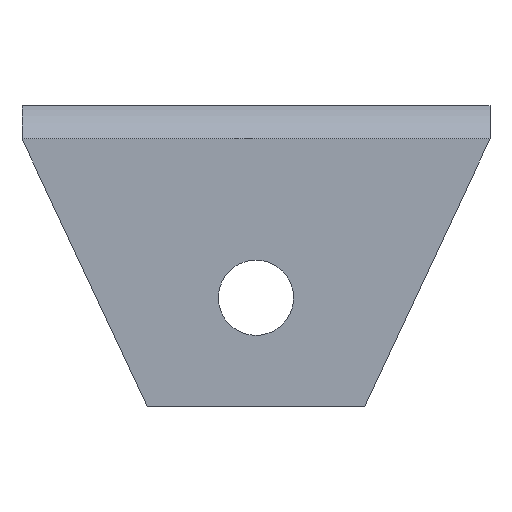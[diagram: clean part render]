
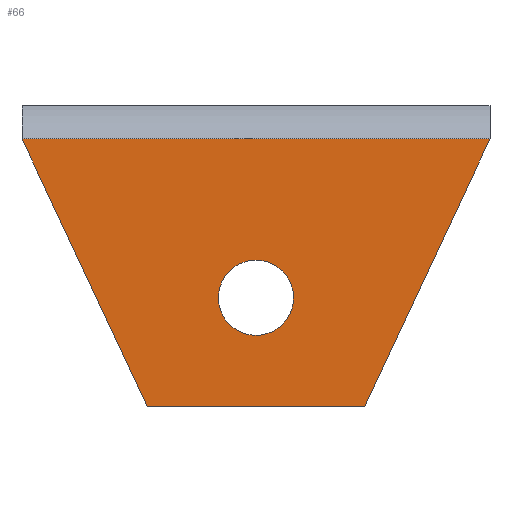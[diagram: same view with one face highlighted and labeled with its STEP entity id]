
A CAD part, front view. The second image highlights one B-rep face of the part: STEP entity #66.
In plain terms, the highlighted planar face has unit normal (0, -1, 0).
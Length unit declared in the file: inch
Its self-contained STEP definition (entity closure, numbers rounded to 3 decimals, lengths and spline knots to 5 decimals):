
#66=ADVANCED_FACE('',(#141,#142),#143,.T.);
#141=FACE_BOUND('',#251,.T.);
#142=FACE_OUTER_BOUND('',#252,.T.);
#143=PLANE('',#253);
#251=EDGE_LOOP('',(#422,#423,#424,#425));
#252=EDGE_LOOP('',(#426,#427,#428,#429));
#253=AXIS2_PLACEMENT_3D('',#430,#431,#432);
#422=ORIENTED_EDGE('',*,*,#569,.F.);
#423=ORIENTED_EDGE('',*,*,#578,.F.);
#424=ORIENTED_EDGE('',*,*,#542,.F.);
#425=ORIENTED_EDGE('',*,*,#579,.F.);
#426=ORIENTED_EDGE('',*,*,#580,.F.);
#427=ORIENTED_EDGE('',*,*,#555,.F.);
#428=ORIENTED_EDGE('',*,*,#581,.F.);
#429=ORIENTED_EDGE('',*,*,#582,.F.);
#430=CARTESIAN_POINT('',(1.75381,0.,1.19909));
#431=DIRECTION('',(0.0,-1.0,0.0));
#432=DIRECTION('',(0.0,0.0,1.0));
#542=EDGE_CURVE('',#634,#635,#636,.T.);
#555=EDGE_CURVE('',#656,#657,#658,.T.);
#569=EDGE_CURVE('',#679,#680,#681,.T.);
#578=EDGE_CURVE('',#635,#679,#692,.T.);
#579=EDGE_CURVE('',#680,#634,#693,.T.);
#580=EDGE_CURVE('',#657,#617,#694,.T.);
#581=EDGE_CURVE('',#695,#656,#696,.T.);
#582=EDGE_CURVE('',#617,#695,#697,.T.);
#617=VERTEX_POINT('',#739);
#634=VERTEX_POINT('',#767);
#635=VERTEX_POINT('',#768);
#636=B_SPLINE_CURVE_WITH_KNOTS('',3,(#769,#770,#771,#772),.UNSPECIFIED.,.F.,.F.,(4,4),(0.0,80.0),.UNSPECIFIED.);
#656=VERTEX_POINT('',#810);
#657=VERTEX_POINT('',#811);
#658=LINE('',#812,#813);
#679=VERTEX_POINT('',#859);
#680=VERTEX_POINT('',#860);
#681=B_SPLINE_CURVE_WITH_KNOTS('',3,(#861,#862,#863,#864),.UNSPECIFIED.,.F.,.F.,(4,4),(0.0,80.0),.UNSPECIFIED.);
#692=B_SPLINE_CURVE_WITH_KNOTS('',3,(#882,#883,#884,#885),.UNSPECIFIED.,.F.,.F.,(4,4),(0.0,80.0),.UNSPECIFIED.);
#693=B_SPLINE_CURVE_WITH_KNOTS('',3,(#886,#887,#888,#889),.UNSPECIFIED.,.F.,.F.,(4,4),(0.0,80.0),.UNSPECIFIED.);
#694=LINE('',#890,#891);
#695=VERTEX_POINT('',#892);
#696=LINE('',#893,#894);
#697=LINE('',#895,#896);
#739=CARTESIAN_POINT('',(3.50762,0.,2.00435));
#767=CARTESIAN_POINT('',(1.75381,0.,0.53241));
#768=CARTESIAN_POINT('',(2.03567,0.,0.81427));
#769=CARTESIAN_POINT('',(1.75381,0.,0.53241));
#770=CARTESIAN_POINT('',(1.90948,0.,0.53241));
#771=CARTESIAN_POINT('',(2.03567,0.,0.6586));
#772=CARTESIAN_POINT('',(2.03567,0.,0.81427));
#810=CARTESIAN_POINT('',(0.93954,0.,0.0));
#811=CARTESIAN_POINT('',(0.,0.,2.00435));
#812=CARTESIAN_POINT('',(0.93954,0.,0.0));
#813=VECTOR('',#975,1.0);
#859=CARTESIAN_POINT('',(1.75381,0.,1.09614));
#860=CARTESIAN_POINT('',(1.47195,0.,0.81427));
#861=CARTESIAN_POINT('',(1.75381,0.,1.09614));
#862=CARTESIAN_POINT('',(1.59814,0.,1.09614));
#863=CARTESIAN_POINT('',(1.47195,0.,0.96994));
#864=CARTESIAN_POINT('',(1.47195,0.,0.81427));
#882=CARTESIAN_POINT('',(2.03567,0.,0.81427));
#883=CARTESIAN_POINT('',(2.03567,0.,0.96994));
#884=CARTESIAN_POINT('',(1.90948,0.,1.09614));
#885=CARTESIAN_POINT('',(1.75381,0.,1.09614));
#886=CARTESIAN_POINT('',(1.47195,0.,0.81427));
#887=CARTESIAN_POINT('',(1.47195,0.,0.6586));
#888=CARTESIAN_POINT('',(1.59814,0.,0.53241));
#889=CARTESIAN_POINT('',(1.75381,0.,0.53241));
#890=CARTESIAN_POINT('',(0.,0.,2.00435));
#891=VECTOR('',#984,1.0);
#892=CARTESIAN_POINT('',(2.56808,0.,0.0));
#893=CARTESIAN_POINT('',(2.56808,0.,0.0));
#894=VECTOR('',#985,1.0);
#895=CARTESIAN_POINT('',(3.50762,0.,2.00435));
#896=VECTOR('',#986,1.);
#975=DIRECTION('',(-0.424,0.0,0.905));
#984=DIRECTION('',(1.0,0.0,0.0));
#985=DIRECTION('',(-1.0,0.0,0.0));
#986=DIRECTION('',(-0.424,0.0,-0.905));
